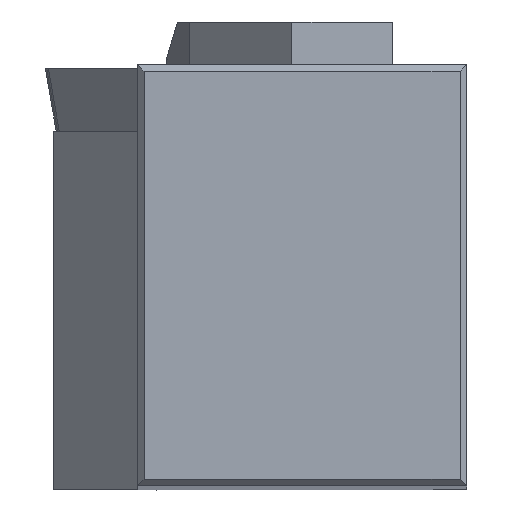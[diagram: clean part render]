
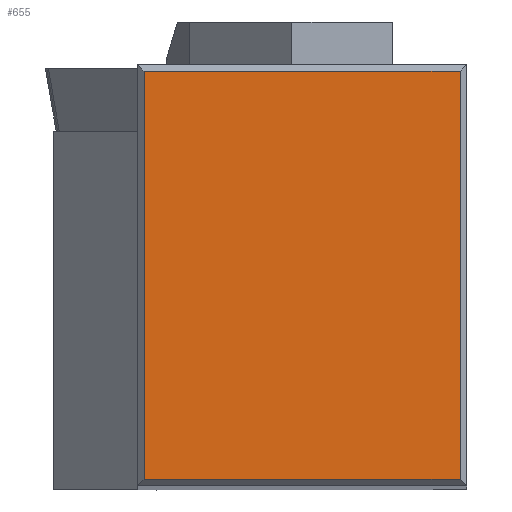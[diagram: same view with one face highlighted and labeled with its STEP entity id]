
A CAD part, top view. The second image highlights one B-rep face of the part: STEP entity #655.
In plain terms, the highlighted planar face has unit normal (0, 0, 1).
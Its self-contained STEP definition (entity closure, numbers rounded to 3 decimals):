
#112=DIRECTION('',(-1.,0.,0.));
#113=VECTOR('',#112,24.);
#114=CARTESIAN_POINT('',(-0.5,31.5,0.));
#115=LINE('',#114,#113);
#119=DIRECTION('',(0.,1.,0.));
#120=VECTOR('',#119,31.);
#121=CARTESIAN_POINT('',(-0.5,0.5,0.));
#122=LINE('',#121,#120);
#126=DIRECTION('',(1.,0.,0.));
#127=VECTOR('',#126,24.);
#128=CARTESIAN_POINT('',(-24.5,0.5,0.));
#129=LINE('',#128,#127);
#133=DIRECTION('',(0.,-1.,0.));
#134=VECTOR('',#133,31.);
#135=CARTESIAN_POINT('',(-24.5,31.5,0.));
#136=LINE('',#135,#134);
#564=CARTESIAN_POINT('',(-0.5,31.5,0.));
#565=CARTESIAN_POINT('',(-24.5,31.5,0.));
#566=VERTEX_POINT('',#564);
#567=VERTEX_POINT('',#565);
#568=CARTESIAN_POINT('',(-0.5,0.5,0.));
#569=VERTEX_POINT('',#568);
#574=CARTESIAN_POINT('',(-24.5,0.5,0.));
#575=VERTEX_POINT('',#574);
#640=CARTESIAN_POINT('',(0.,0.,0.));
#641=DIRECTION('',(0.,0.,-1.));
#642=DIRECTION('',(0.,1.,0.));
#643=AXIS2_PLACEMENT_3D('',#640,#641,#642);
#644=PLANE('',#643);
#646=ORIENTED_EDGE('',*,*,#645,.F.);
#648=ORIENTED_EDGE('',*,*,#647,.F.);
#650=ORIENTED_EDGE('',*,*,#649,.F.);
#652=ORIENTED_EDGE('',*,*,#651,.F.);
#653=EDGE_LOOP('',(#646,#648,#650,#652));
#654=FACE_OUTER_BOUND('',#653,.F.);
#645=EDGE_CURVE('',#566,#567,#115,.T.);
#647=EDGE_CURVE('',#569,#566,#122,.T.);
#649=EDGE_CURVE('',#575,#569,#129,.T.);
#651=EDGE_CURVE('',#567,#575,#136,.T.);
#655=ADVANCED_FACE('',(#654),#644,.F.);
